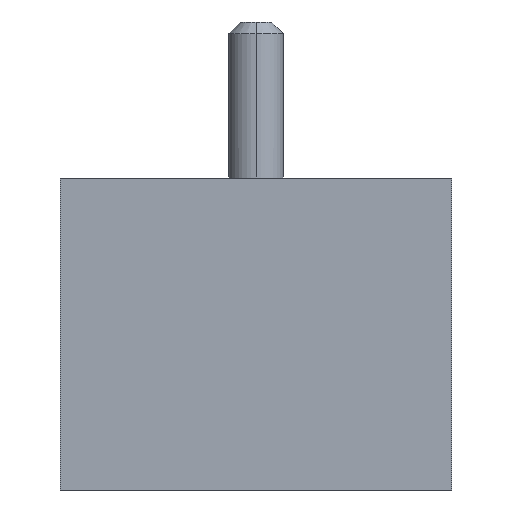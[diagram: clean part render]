
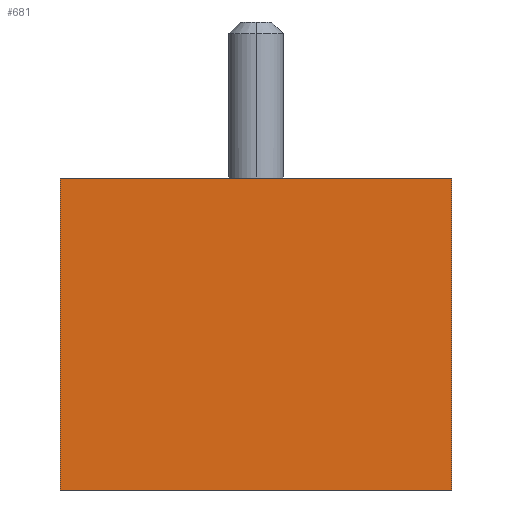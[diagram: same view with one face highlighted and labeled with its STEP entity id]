
A CAD part, left-side view. The second image highlights one B-rep face of the part: STEP entity #681.
In plain terms, the highlighted planar face has unit normal (-1, 0, 0).
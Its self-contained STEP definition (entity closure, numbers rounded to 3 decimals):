
#1=DIRECTION('',(0.,1.,0.));
#2=VECTOR('',#1,5.004);
#3=CARTESIAN_POINT('',(0.,-2.502,-1.994));
#4=LINE('',#3,#2);
#5=DIRECTION('',(0.,0.,1.));
#6=VECTOR('',#5,3.988);
#7=CARTESIAN_POINT('',(0.,2.502,-1.994));
#8=LINE('',#7,#6);
#9=DIRECTION('',(0.,-1.,0.));
#10=VECTOR('',#9,5.004);
#11=CARTESIAN_POINT('',(0.,2.502,1.994));
#12=LINE('',#11,#10);
#13=DIRECTION('',(0.,0.,-1.));
#14=VECTOR('',#13,3.988);
#15=CARTESIAN_POINT('',(0.,-2.502,1.994));
#16=LINE('',#15,#14);
#533=CARTESIAN_POINT('',(0.,-2.502,-1.994));
#534=CARTESIAN_POINT('',(0.,2.502,-1.994));
#535=VERTEX_POINT('',#533);
#536=VERTEX_POINT('',#534);
#537=CARTESIAN_POINT('',(0.,2.502,1.994));
#538=VERTEX_POINT('',#537);
#539=CARTESIAN_POINT('',(0.,-2.502,1.994));
#540=VERTEX_POINT('',#539);
#666=CARTESIAN_POINT('',(0.,0.,0.));
#667=DIRECTION('',(1.,0.,0.));
#668=DIRECTION('',(0.,-1.,0.));
#669=AXIS2_PLACEMENT_3D('',#666,#667,#668);
#670=PLANE('',#669);
#672=ORIENTED_EDGE('',*,*,#671,.T.);
#674=ORIENTED_EDGE('',*,*,#673,.T.);
#676=ORIENTED_EDGE('',*,*,#675,.T.);
#678=ORIENTED_EDGE('',*,*,#677,.T.);
#679=EDGE_LOOP('',(#672,#674,#676,#678));
#680=FACE_OUTER_BOUND('',#679,.F.);
#681=ADVANCED_FACE('',(#680),#670,.F.);
#671=EDGE_CURVE('',#535,#536,#4,.T.);
#673=EDGE_CURVE('',#536,#538,#8,.T.);
#675=EDGE_CURVE('',#538,#540,#12,.T.);
#677=EDGE_CURVE('',#540,#535,#16,.T.);
